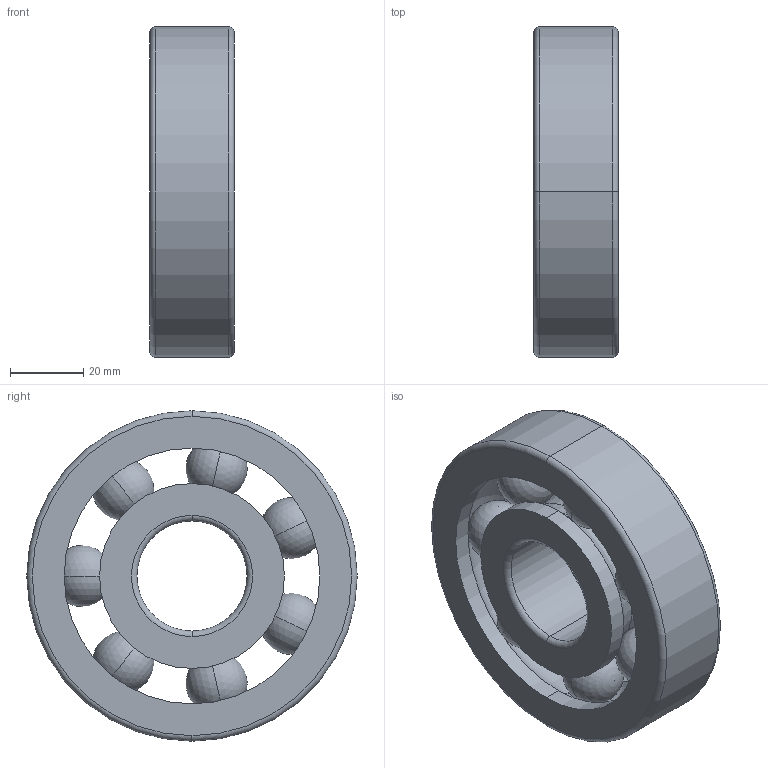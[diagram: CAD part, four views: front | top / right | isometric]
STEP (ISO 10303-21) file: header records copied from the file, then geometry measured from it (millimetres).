
FILE_DESCRIPTION (( 'STEP AP203' ), '1' );
FILE_NAME ('6406.STEP', '2017-04-18T12:46:58', ( 'A' ), ( 'Microsoft' ), 'SwSTEP 2.0', 'SolidWorks 2017', '' );
FILE_SCHEMA (( 'CONFIG_CONTROL_DESIGN' ));
Length unit declared in the file: inch
Products named in the file (4): 6406_PART1; 6406_PART2; 6406_PART3; 6406
Assembly tree (9 placements, depth 2):
  6406
    6406_PART1
    6406_PART2
    6406_PART3  x7
Bounding box: 23 x 90 x 90 mm (x, y, z)
Volume: 92224.1 mm3; surface area: 31502.9 mm2
Topology: 9 solids, 9 shells, 44 faces, 109 edges, 69 vertices
Faces by surface type: torus 14, sphere 14, cylinder 12, plane 4
Entity records: 1450 total; most frequent: DIRECTION 200, CARTESIAN_POINT 142, ORIENTED_EDGE 124, AXIS2_PLACEMENT_3D 94, EDGE_CURVE 62, CIRCLE 50, PERSON_AND_ORGANIZATION 41, COORDINATED_UNIVERSAL_TIME_OFFSET 38
